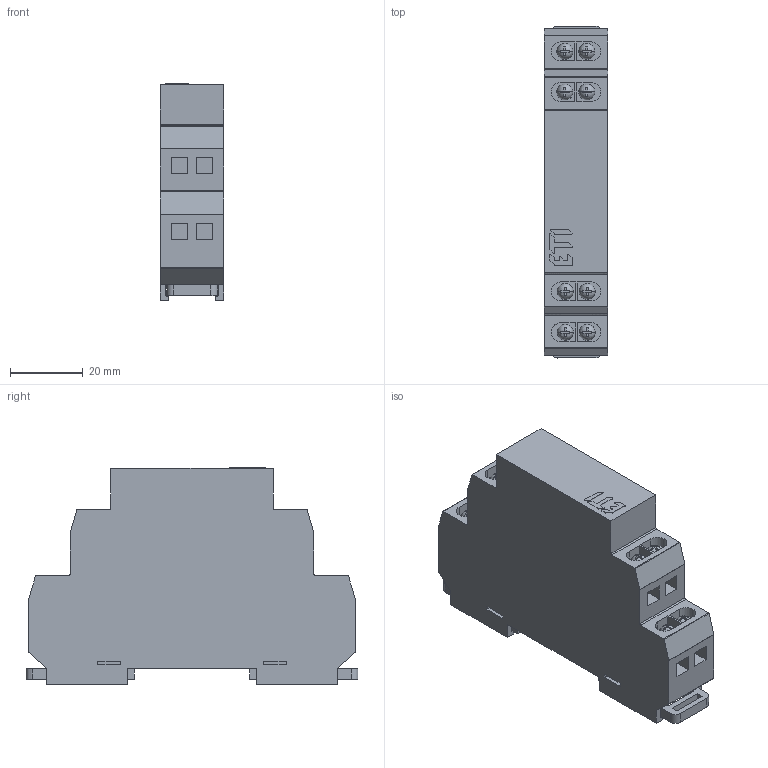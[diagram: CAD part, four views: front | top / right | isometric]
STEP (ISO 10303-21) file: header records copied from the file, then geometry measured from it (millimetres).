
FILE_DESCRIPTION((''),'2;1');
FILE_NAME('CRM-82TO_ASM','2020-11-13T',('marketing.praksa'),('Audax d.o.o.'),'CREO PARAMETRIC BY PTC INC, 2017480','CREO PARAMETRIC BY PTC INC, 2017480','');
FILE_SCHEMA(('AUTOMOTIVE_DESIGN { 1 0 10303 214 1 1 1 1 }'));
Length unit declared in the file: millimetre
Products named in the file (21): OPEN_CASCADE_STEP_TRANSLATO-106; OPEN_CASCADE_STEP_TRANSLATO-775; OPEN_CASCADE_STEP_TRANSLAT-2108; OPEN_CASCADE_STEP_TRANSLATOR-88_ASM; OPEN_CASCADE_STEP_TRANSLAT-4095; OPEN_CASCADE_STEP_TRANSLAT-5475; OPEN_CASCADE_STEP_TRANSLAT-6855; OPEN_CASCADE_STEP_TRANSLAT-8224; OPEN_CASCADE_STEP_TRANSLAT-9593; OPEN_CASCADE_STEP_TRANSLA-10962; OPEN_CASCADE_STEP_TRANSLA-12342; OPEN_CASCADE_STEP_TRANSLA-13722; OPEN_CASCADE_STEP_TRANSLA-15102; OPEN_CASCADE_STEP_TRANSLA-16582; OPEN_CASCADE_STEP_TRANSLA-16931; OPEN_CASCADE_STEP_TRANSLA-17280; OPEN_CASCADE_STEP_TRANSLA-19647; OPEN_CASCADE_STEP_TRANSLA-22014; OPEN_CASCADE_STEP_TRANSLATOR-10_ASM; ASM0005_ASM_1_ASM; CRM-82TO_ASM
Assembly tree (20 placements, depth 5):
  CRM-82TO_ASM
    ASM0005_ASM_1_ASM
      OPEN_CASCADE_STEP_TRANSLATOR-10_ASM
        OPEN_CASCADE_STEP_TRANSLATOR-88_ASM
          OPEN_CASCADE_STEP_TRANSLATO-106
          OPEN_CASCADE_STEP_TRANSLATO-775
          OPEN_CASCADE_STEP_TRANSLAT-2108
        OPEN_CASCADE_STEP_TRANSLAT-4095
        OPEN_CASCADE_STEP_TRANSLAT-5475
        OPEN_CASCADE_STEP_TRANSLAT-6855
        OPEN_CASCADE_STEP_TRANSLAT-8224
        OPEN_CASCADE_STEP_TRANSLAT-9593
        OPEN_CASCADE_STEP_TRANSLA-10962
        OPEN_CASCADE_STEP_TRANSLA-12342
        OPEN_CASCADE_STEP_TRANSLA-13722
        OPEN_CASCADE_STEP_TRANSLA-15102
        OPEN_CASCADE_STEP_TRANSLA-16582
        OPEN_CASCADE_STEP_TRANSLA-16931
        OPEN_CASCADE_STEP_TRANSLA-17280
        OPEN_CASCADE_STEP_TRANSLA-19647
        OPEN_CASCADE_STEP_TRANSLA-22014
Bounding box: 17.51 x 91.33 x 59.67 mm (x, y, z)
Volume: 69832.9 mm3; surface area: 19350.7 mm2
Topology: 16 solids, 16 shells, 404 faces, 1088 edges, 716 vertices
Faces by surface type: plane 328, cylinder 48, sphere 16, extrusion 12
Entity records: 16763 total; most frequent: CARTESIAN_POINT 2749, DIRECTION 2212, ORIENTED_EDGE 2144, EDGE_CURVE 1072, VECTOR 812, LINE 800, PRESENTATION_STYLE_ASSIGNMENT 784, STYLED_ITEM 736
